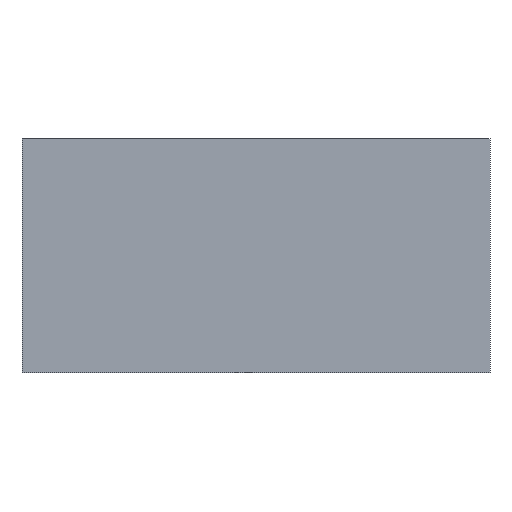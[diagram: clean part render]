
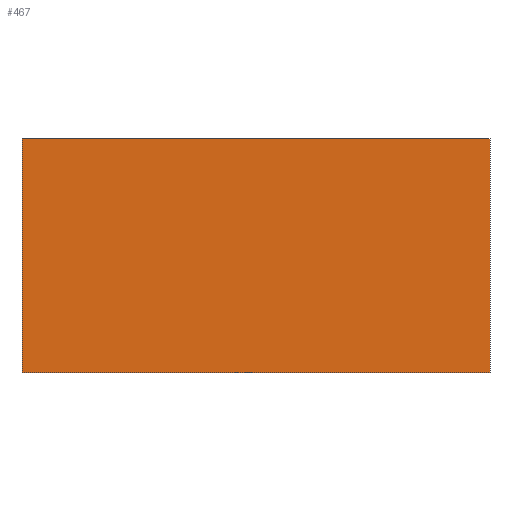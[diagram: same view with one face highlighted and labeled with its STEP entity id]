
A CAD part, left-side view. The second image highlights one B-rep face of the part: STEP entity #467.
In plain terms, the highlighted planar face has unit normal (-1, 0, 0).
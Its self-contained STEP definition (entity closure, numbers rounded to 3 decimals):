
#397=CARTESIAN_POINT('POINT28',(-40.,40.,-20.));
#398=VERTEX_POINT('VERTEX28',#397);
#407=CARTESIAN_POINT('POINT30',(-40.,40.,20.));
#408=VERTEX_POINT('VERTEX30',#407);
#409=CARTESIAN_POINT('POS47',(-40.,40.,0.));
#410=DIRECTION('DIR64',(0.,0.,-1.));
#411=VECTOR('VEC30',#410,1.);
#412=LINE('STRAIGHT30',#409,#411);
#413=EDGE_CURVE('EDGE43',#408,#398,#412,.T.);
#437=ORIENTED_EDGE('COEDGE67',*,*,#413,.T.);
#438=CARTESIAN_POINT('POINT32',(-40.,-40.,-20.));
#439=VERTEX_POINT('VERTEX32',#438);
#440=CARTESIAN_POINT('POS51',(-40.,0.,-20.));
#441=DIRECTION('DIR69',(0.,1.,0.));
#442=VECTOR('VEC33',#441,1.);
#443=LINE('STRAIGHT33',#440,#442);
#444=EDGE_CURVE('EDGE46',#439,#398,#443,.T.);
#445=ORIENTED_EDGE('COEDGE68',*,*,#444,.F.);
#446=CARTESIAN_POINT('POINT33',(-40.,-40.,20.));
#447=VERTEX_POINT('VERTEX33',#446);
#448=CARTESIAN_POINT('POS52',(-40.,-40.,0.));
#449=DIRECTION('DIR70',(0.,0.,-1.));
#450=VECTOR('VEC34',#449,1.);
#451=LINE('STRAIGHT34',#448,#450);
#452=EDGE_CURVE('EDGE47',#447,#439,#451,.T.);
#453=ORIENTED_EDGE('COEDGE69',*,*,#452,.F.);
#454=CARTESIAN_POINT('POS53',(-40.,0.,20.));
#455=DIRECTION('DIR71',(0.,-1.,0.));
#456=VECTOR('VEC35',#455,1.);
#457=LINE('STRAIGHT35',#454,#456);
#458=EDGE_CURVE('EDGE48',#408,#447,#457,.T.);
#459=ORIENTED_EDGE('COEDGE70',*,*,#458,.F.);
#460=EDGE_LOOP('NONE',(#437,#445,#453,#459));
#461=FACE_BOUND('LOOP1',#460,.T.);
#462=CARTESIAN_POINT('POS54',(-40.,0.,0.));
#463=DIRECTION('DIR72',(1.,0.,0.));
#464=DIRECTION('DIR73',(0.,1.,0.));
#465=AXIS2_PLACEMENT_3D('AXIS19',#462,#463,#464);
#466=PLANE('PLANE11',#465);
#467=ADVANCED_FACE('FACE16',(#461),#466,.F.);
